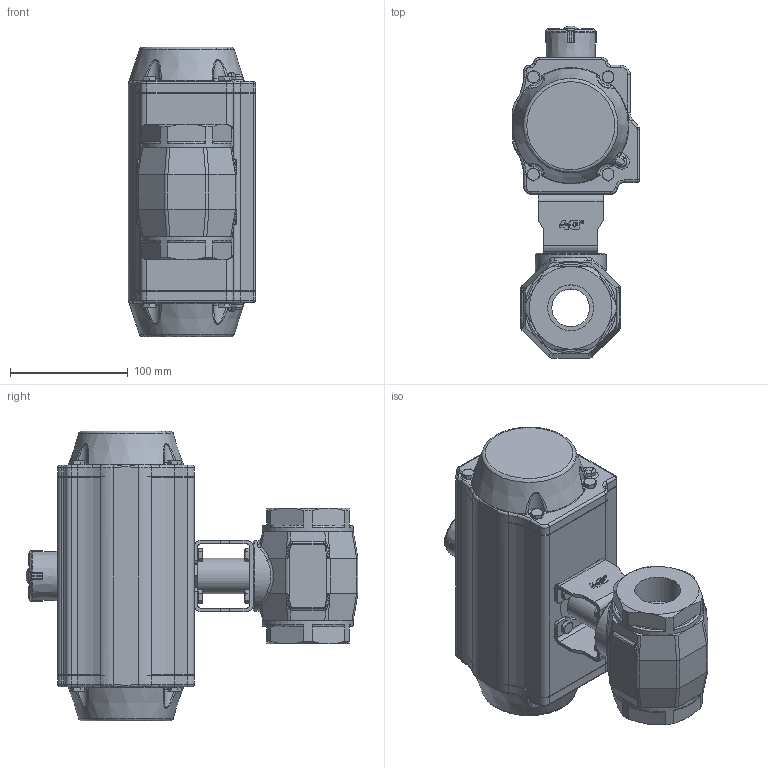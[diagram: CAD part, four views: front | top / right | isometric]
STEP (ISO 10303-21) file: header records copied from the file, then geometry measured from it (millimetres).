
FILE_DESCRIPTION(/* description */ ('Unknown'),/* implementation_level */ '2;1');
FILE_NAME(/* name */ 'DW05 4500_9769-07',/* time_stamp */ '2023-08-17T08:11:17+02:00',/* author */ ('Unknown'),/* organization */ ('Unknown'),/* preprocessor_version */ 'ST-DEVELOPER v18.102',/* originating_system */ 'Solid Edge',/* authorisation */ 'Unknown');
FILE_SCHEMA (('AUTOMOTIVE_DESIGN {1 0 10303 214 3 1 1}'));
Length unit declared in the file: millimetre
Products named in the file (13): AE09_10 4500-07_(AE100-7.500.032); 7.500.032_neu; 49899009_Brücke F05-F05 Höhe 50; DIN 933 M6x12 A2-70 BLK_EDST; DW05_FR04_(DW110_FR81); ____; ________(___________; _____________; ______; hexagon head bolts--product grade c gb_GB_FASTENER_BOLT_HHBC M6X30-N; cup head nib bolts with large head gb_GB_FASTENER_BOLT_CHNBW M6X25-N; KP-88; 49860300_Spindeladapter Edelstahl_SW17x17x15_Tasche 17x17x16_BL.60_ø3
0
Assembly tree (28 placements, depth 4):
  AE09_10 4500-07_(AE100-7.500.032)
    7.500.032_neu
    49899009_Brücke F05-F05 Höhe 50
    DIN 933 M6x12 A2-70 BLK_EDST  x8
    DW05_FR04_(DW110_FR81)
      ____
        ________(___________  x2
        _____________  x2
        ______
      hexagon head bolts--product grade c gb_GB_FASTENER_BOLT_HHBC M6X30-N  x8
      cup head nib bolts with large head gb_GB_FASTENER_BOLT_CHNBW M6X25-N
      KP-88
    49860300_Spindeladapter Edelstahl_SW17x17x15_Tasche 17x17x16_BL.60_ø3
0
Bounding box: 108 x 281.81 x 246 mm (x, y, z)
Volume: 3005953.6 mm3; surface area: 223607.4 mm2
Topology: 26 solids, 26 shells, 1577 faces, 3856 edges, 2364 vertices
Faces by surface type: plane 635, cylinder 427, bspline 219, cone 166, torus 119, sphere 11
Full cylindrical faces by diameter (mm): 3 x16, 3.3 x10, 4.2 x4, 4.66 x1, 4.917 x8, 5 x17, 6 x17, 6.2 x1, 6.8 x4, 7 x8, 8.8 x2, 10 x8, 24.6 x1, 24.8 x1, 30 x1, 32 x1, 35 x1, 35.2 x1, 38.5 x1, 38.952 x2, 60 x1, 77 x2
Entity records: 42259 total; most frequent: CARTESIAN_POINT 14077, ORIENTED_EDGE 5464, DIRECTION 5310, EDGE_CURVE 2732, AXIS2_PLACEMENT_3D 2059, VERTEX_POINT 1789, FACE_BOUND 1383, EDGE_LOOP 1356
